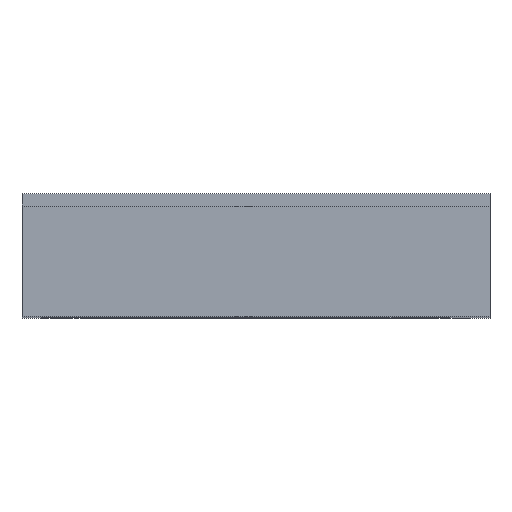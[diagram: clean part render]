
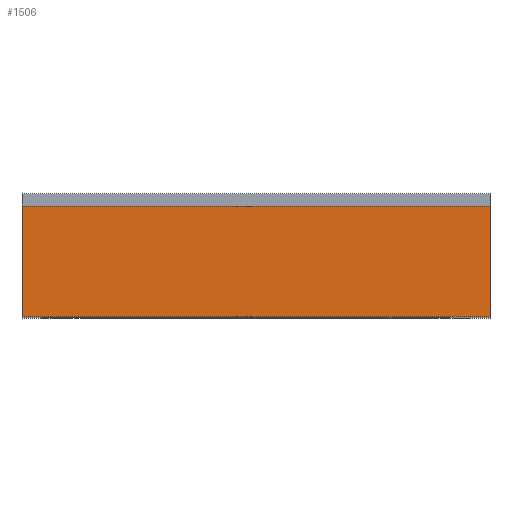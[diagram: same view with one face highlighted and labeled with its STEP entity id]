
A CAD part, top view. The second image highlights one B-rep face of the part: STEP entity #1506.
In plain terms, the highlighted planar face has unit normal (0, 0, 1).
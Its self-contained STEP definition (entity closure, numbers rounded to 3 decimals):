
#34 = ORIENTED_EDGE ( 'NONE', *, *, #2150, .F. ) ;
#43 = CARTESIAN_POINT ( 'NONE',  ( 19., -1., 32.5 ) ) ;
#68 = DIRECTION ( 'NONE',  ( 0., 1., 0. ) ) ;
#116 = EDGE_CURVE ( 'NONE', #1407, #2160, #1630, .T. ) ;
#147 = PLANE ( 'NONE',  #998 ) ;
#276 = ORIENTED_EDGE ( 'NONE', *, *, #116, .F. ) ;
#389 = FACE_OUTER_BOUND ( 'NONE', #474, .T. ) ;
#474 = EDGE_LOOP ( 'NONE', ( #276, #34, #1872, #1145 ) ) ;
#478 = DIRECTION ( 'NONE',  ( 1., 0., 0. ) ) ;
#672 = DIRECTION ( 'NONE',  ( 0., 1., 0. ) ) ;
#800 = VERTEX_POINT ( 'NONE', #1320 ) ;
#998 = AXIS2_PLACEMENT_3D ( 'NONE', #1574, #1274, #3324 ) ;
#1106 = LINE ( 'NONE', #1352, #3346 ) ;
#1145 = ORIENTED_EDGE ( 'NONE', *, *, #2216, .T. ) ;
#1274 = DIRECTION ( 'NONE',  ( 0., 0., -1. ) ) ;
#1320 = CARTESIAN_POINT ( 'NONE',  ( -19., -10., 32.5 ) ) ;
#1352 = CARTESIAN_POINT ( 'NONE',  ( 19., -10., 32.5 ) ) ;
#1365 = VECTOR ( 'NONE', #672, 1000. ) ;
#1407 = VERTEX_POINT ( 'NONE', #2941 ) ;
#1506 = ADVANCED_FACE ( 'NONE', ( #389 ), #147, .F. ) ;
#1511 = CARTESIAN_POINT ( 'NONE',  ( -19., -0.64, 32.5 ) ) ;
#1574 = CARTESIAN_POINT ( 'NONE',  ( 0., -0.64, 32.5 ) ) ;
#1630 = LINE ( 'NONE', #1896, #2312 ) ;
#1771 = CARTESIAN_POINT ( 'NONE',  ( 19., -0.64, 32.5 ) ) ;
#1872 = ORIENTED_EDGE ( 'NONE', *, *, #3432, .T. ) ;
#1896 = CARTESIAN_POINT ( 'NONE',  ( 0., -1., 32.5 ) ) ;
#2150 = EDGE_CURVE ( 'NONE', #800, #1407, #2946, .T. ) ;
#2155 = CARTESIAN_POINT ( 'NONE',  ( 19., -10., 32.5 ) ) ;
#2160 = VERTEX_POINT ( 'NONE', #43 ) ;
#2216 = EDGE_CURVE ( 'NONE', #2468, #2160, #2401, .T. ) ;
#2312 = VECTOR ( 'NONE', #478, 1000. ) ;
#2401 = LINE ( 'NONE', #1771, #2750 ) ;
#2468 = VERTEX_POINT ( 'NONE', #2155 ) ;
#2750 = VECTOR ( 'NONE', #68, 1000. ) ;
#2941 = CARTESIAN_POINT ( 'NONE',  ( -19., -1., 32.5 ) ) ;
#2946 = LINE ( 'NONE', #1511, #1365 ) ;
#3324 = DIRECTION ( 'NONE',  ( -1., 0., 0. ) ) ;
#3346 = VECTOR ( 'NONE', #3367, 1000. ) ;
#3367 = DIRECTION ( 'NONE',  ( 1., 0., 0. ) ) ;
#3432 = EDGE_CURVE ( 'NONE', #800, #2468, #1106, .T. ) ;
